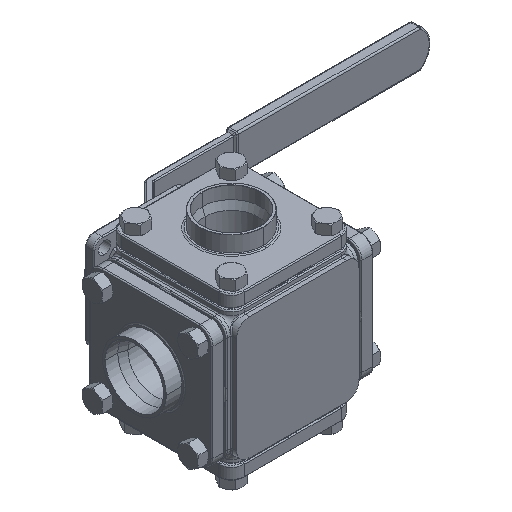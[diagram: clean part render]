
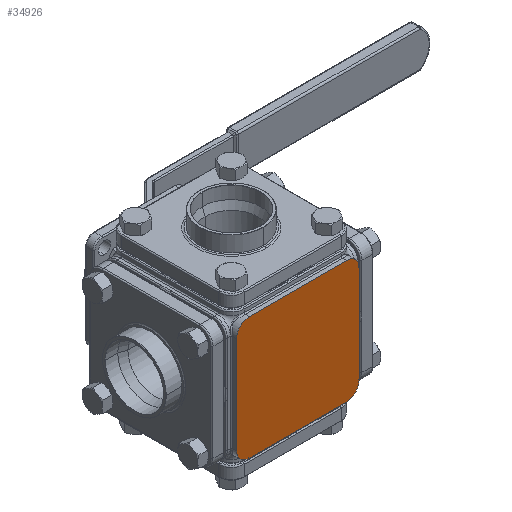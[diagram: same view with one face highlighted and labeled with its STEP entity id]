
A CAD part, isometric view. The second image highlights one B-rep face of the part: STEP entity #34926.
In plain terms, the highlighted planar face has unit normal (0, -1, 0).
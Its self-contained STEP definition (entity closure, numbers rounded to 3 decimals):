
#1279 = EDGE_CURVE ( 'NONE', #28092, #28091, #25396, .T. ) ;
#1283 = EDGE_CURVE ( 'NONE', #28101, #31207, #25404, .T. ) ;
#1287 = EDGE_CURVE ( 'NONE', #31128, #31324, #25412, .T. ) ;
#1291 = EDGE_CURVE ( 'NONE', #31009, #30990, #25420, .T. ) ;
#1292 = EDGE_CURVE ( 'NONE', #30990, #28092, #25422, .T. ) ;
#1293 = EDGE_CURVE ( 'NONE', #28091, #28101, #25424, .T. ) ;
#1294 = EDGE_CURVE ( 'NONE', #31207, #31128, #25425, .T. ) ;
#1295 = EDGE_CURVE ( 'NONE', #31324, #31009, #25426, .T. ) ;
#2213 = DIRECTION ( 'NONE',  ( 0., 0., -1. ) ) ;
#2214 = DIRECTION ( 'NONE',  ( 0., -1., 0. ) ) ;
#2215 = CARTESIAN_POINT ( 'NONE',  ( 46., -62.85, 46. ) ) ;
#2216 = DIRECTION ( 'NONE',  ( 0., 0., -1. ) ) ;
#2217 = DIRECTION ( 'NONE',  ( 0., -1., 0. ) ) ;
#2218 = CARTESIAN_POINT ( 'NONE',  ( 46., -62.85, -46. ) ) ;
#2219 = DIRECTION ( 'NONE',  ( 0., 0., -1. ) ) ;
#2220 = DIRECTION ( 'NONE',  ( 0., -1., 0. ) ) ;
#2221 = CARTESIAN_POINT ( 'NONE',  ( -46., -62.85, -46. ) ) ;
#2222 = DIRECTION ( 'NONE',  ( 0., 0., -1. ) ) ;
#2223 = DIRECTION ( 'NONE',  ( 0., -1., 0. ) ) ;
#2224 = CARTESIAN_POINT ( 'NONE',  ( -46., -62.85, 46. ) ) ;
#2225 = DIRECTION ( 'NONE',  ( -1., 0., 0. ) ) ;
#2226 = CARTESIAN_POINT ( 'NONE',  ( 58., -62.85, 58. ) ) ;
#2232 = DIRECTION ( 'NONE',  ( 0., 0., 1. ) ) ;
#2233 = CARTESIAN_POINT ( 'NONE',  ( 58., -62.85, -58. ) ) ;
#2239 = DIRECTION ( 'NONE',  ( 1., 0., 0. ) ) ;
#2240 = CARTESIAN_POINT ( 'NONE',  ( 58., -62.85, -58. ) ) ;
#2246 = DIRECTION ( 'NONE',  ( 0., 0., -1. ) ) ;
#2248 = CARTESIAN_POINT ( 'NONE',  ( -58., -62.85, -58. ) ) ;
#2379 = ORIENTED_EDGE ( 'NONE', *, *, #1287, .T. ) ;
#2413 = ORIENTED_EDGE ( 'NONE', *, *, #1283, .T. ) ;
#2722 = ORIENTED_EDGE ( 'NONE', *, *, #1291, .T. ) ;
#2728 = ORIENTED_EDGE ( 'NONE', *, *, #1295, .T. ) ;
#2731 = ORIENTED_EDGE ( 'NONE', *, *, #1293, .T. ) ;
#2736 = ORIENTED_EDGE ( 'NONE', *, *, #1294, .T. ) ;
#2880 = ORIENTED_EDGE ( 'NONE', *, *, #1292, .T. ) ;
#2881 = ORIENTED_EDGE ( 'NONE', *, *, #1279, .T. ) ;
#3323 = AXIS2_PLACEMENT_3D ( 'NONE', #2224, #2223, #2222 ) ;
#3324 = AXIS2_PLACEMENT_3D ( 'NONE', #2221, #2220, #2219 ) ;
#3325 = AXIS2_PLACEMENT_3D ( 'NONE', #2218, #2217, #2216 ) ;
#3326 = AXIS2_PLACEMENT_3D ( 'NONE', #2215, #2214, #2213 ) ;
#11066 = AXIS2_PLACEMENT_3D ( 'NONE', #22042, #22046, #22047 ) ;
#12745 = CARTESIAN_POINT ( 'NONE',  ( -58., -62.85, -46. ) ) ;
#12746 = CARTESIAN_POINT ( 'NONE',  ( -58., -62.85, 46. ) ) ;
#12755 = CARTESIAN_POINT ( 'NONE',  ( -46., -62.85, -58. ) ) ;
#13344 = CARTESIAN_POINT ( 'NONE',  ( -46., -62.85, 58. ) ) ;
#13353 = CARTESIAN_POINT ( 'NONE',  ( 46., -62.85, 58. ) ) ;
#13413 = CARTESIAN_POINT ( 'NONE',  ( 58., -62.85, -46. ) ) ;
#13454 = CARTESIAN_POINT ( 'NONE',  ( 46., -62.85, -58. ) ) ;
#13512 = CARTESIAN_POINT ( 'NONE',  ( 58., -62.85, 46. ) ) ;
#17608 = EDGE_LOOP ( 'NONE', ( #2722, #2880, #2881, #2731, #2413, #2736, #2379, #2728 ) ) ;
#22042 = CARTESIAN_POINT ( 'NONE',  ( -58., -62.85, 58. ) ) ;
#22044 = PLANE ( 'NONE',  #11066 ) ;
#22046 = DIRECTION ( 'NONE',  ( 0., -1., 0. ) ) ;
#22047 = DIRECTION ( 'NONE',  ( 0., 0., -1. ) ) ;
#25396 = LINE ( 'NONE', #2248, #25399 ) ;
#25399 = VECTOR ( 'NONE', #2246, 1000. ) ;
#25404 = LINE ( 'NONE', #2240, #25407 ) ;
#25407 = VECTOR ( 'NONE', #2239, 1000. ) ;
#25412 = LINE ( 'NONE', #2233, #25415 ) ;
#25415 = VECTOR ( 'NONE', #2232, 1000. ) ;
#25420 = LINE ( 'NONE', #2226, #25423 ) ;
#25422 = CIRCLE ( 'NONE', #3323, 12. ) ;
#25423 = VECTOR ( 'NONE', #2225, 1000. ) ;
#25424 = CIRCLE ( 'NONE', #3324, 12. ) ;
#25425 = CIRCLE ( 'NONE', #3325, 12. ) ;
#25426 = CIRCLE ( 'NONE', #3326, 12. ) ;
#28091 = VERTEX_POINT ( 'NONE', #12745 ) ;
#28092 = VERTEX_POINT ( 'NONE', #12746 ) ;
#28101 = VERTEX_POINT ( 'NONE', #12755 ) ;
#30990 = VERTEX_POINT ( 'NONE', #13344 ) ;
#31009 = VERTEX_POINT ( 'NONE', #13353 ) ;
#31128 = VERTEX_POINT ( 'NONE', #13413 ) ;
#31207 = VERTEX_POINT ( 'NONE', #13454 ) ;
#31324 = VERTEX_POINT ( 'NONE', #13512 ) ;
#34634 = FACE_OUTER_BOUND ( 'NONE', #17608, .T. ) ;
#34926 = ADVANCED_FACE ( 'NONE', ( #34634 ), #22044, .T. ) ;
